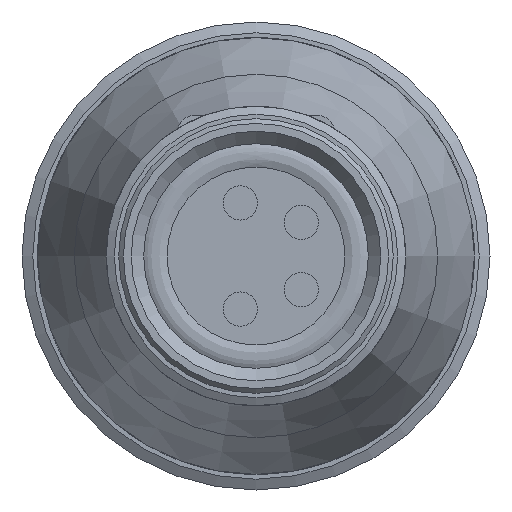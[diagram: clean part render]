
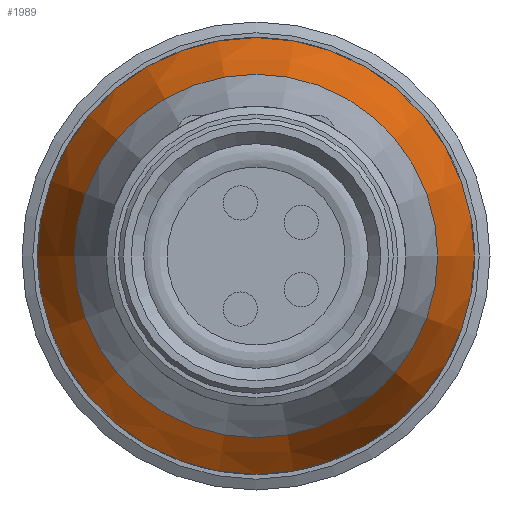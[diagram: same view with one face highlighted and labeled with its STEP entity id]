
A CAD part, front view. The second image highlights one B-rep face of the part: STEP entity #1989.
In plain terms, the highlighted conical face has half-angle 20.807 degrees and reference radius 5.1 mm.
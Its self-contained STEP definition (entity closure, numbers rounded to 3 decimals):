
#513=CONICAL_SURFACE('',#7507,5.1,20.807);
#1989=ADVANCED_FACE('',(#2466,#2467),#513,.T.);
#2466=FACE_BOUND('',#2781,.T.);
#2467=FACE_BOUND('',#2782,.T.);
#2781=EDGE_LOOP('',(#3943));
#2782=EDGE_LOOP('',(#3944));
#3943=ORIENTED_EDGE('',*,*,#6181,.F.);
#3944=ORIENTED_EDGE('',*,*,#6264,.T.);
#5390=VERTEX_POINT('',#11493);
#5449=VERTEX_POINT('',#11938);
#6181=EDGE_CURVE('',#5390,#5390,#6937,.T.);
#6264=EDGE_CURVE('',#5449,#5449,#6966,.T.);
#6937=CIRCLE('',#7449,7.);
#6966=CIRCLE('',#7505,5.1);
#7449=AXIS2_PLACEMENT_3D('',#11492,#8675,#8676);
#7505=AXIS2_PLACEMENT_3D('',#11937,#8813,#8814);
#7507=AXIS2_PLACEMENT_3D('',#11940,#8817,#8818);
#8675=DIRECTION('',(0.,1.,0.));
#8676=DIRECTION('',(1.,0.,0.));
#8813=DIRECTION('',(0.,1.,0.));
#8814=DIRECTION('',(1.,0.,0.));
#8817=DIRECTION('',(0.,1.,0.));
#8818=DIRECTION('',(1.,0.,0.));
#11492=CARTESIAN_POINT('',(50.,90.4,43.2));
#11493=CARTESIAN_POINT('',(57.,90.4,43.2));
#11937=CARTESIAN_POINT('',(50.,85.4,43.2));
#11938=CARTESIAN_POINT('',(55.1,85.4,43.2));
#11940=CARTESIAN_POINT('',(50.,85.4,43.2));
